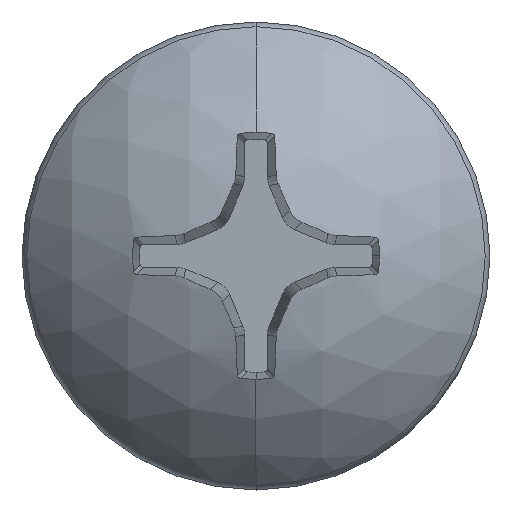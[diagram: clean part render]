
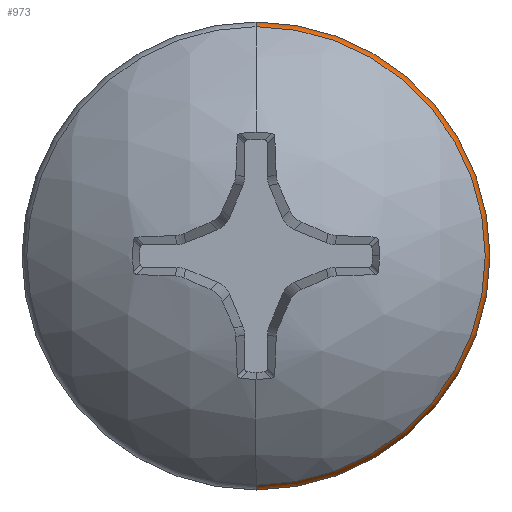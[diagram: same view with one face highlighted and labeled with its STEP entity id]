
A CAD part, top view. The second image highlights one B-rep face of the part: STEP entity #973.
In plain terms, the highlighted toroidal (fillet/blend) face has major radius 2.503 mm and minor radius 0.278 mm.
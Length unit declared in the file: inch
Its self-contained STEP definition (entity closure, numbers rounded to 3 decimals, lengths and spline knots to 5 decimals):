
#48 = DIRECTION ( 'NONE',  ( 0., 1., 0. ) ) ;
#120 = CIRCLE ( 'NONE', #4762, 0.10729 ) ;
#297 = AXIS2_PLACEMENT_3D ( 'NONE', #2558, #3515, #5979 ) ;
#502 = VERTEX_POINT ( 'NONE', #775 ) ;
#527 = CARTESIAN_POINT ( 'NONE',  ( 0., 0., 0.2366 ) ) ;
#775 = CARTESIAN_POINT ( 'NONE',  ( 0., 0.1095, 0.23 ) ) ;
#819 = VERTEX_POINT ( 'NONE', #3086 ) ;
#830 = CARTESIAN_POINT ( 'NONE',  ( 0., -0.10729, 0.2366 ) ) ;
#973 = ADVANCED_FACE ( 'NONE', ( #5678 ), #5442, .T. ) ;
#977 = CIRCLE ( 'NONE', #6175, 0.1095 ) ;
#1047 = DIRECTION ( 'NONE',  ( 0., 0., 1. ) ) ;
#1079 = CARTESIAN_POINT ( 'NONE',  ( 0., 0.09855, 0.23 ) ) ;
#1684 = ORIENTED_EDGE ( 'NONE', *, *, #2696, .T. ) ;
#1843 = ORIENTED_EDGE ( 'NONE', *, *, #2350, .F. ) ;
#2031 = DIRECTION ( 'NONE',  ( 1., 0., 0. ) ) ;
#2350 = EDGE_CURVE ( 'NONE', #5576, #819, #120, .T. ) ;
#2558 = CARTESIAN_POINT ( 'NONE',  ( 0., 0., 0.23 ) ) ;
#2696 = EDGE_CURVE ( 'NONE', #3765, #502, #977, .T. ) ;
#2731 = CARTESIAN_POINT ( 'NONE',  ( 0., -0.1095, 0.23 ) ) ;
#2799 = DIRECTION ( 'NONE',  ( -1., 0., 0. ) ) ;
#2817 = CARTESIAN_POINT ( 'NONE',  ( 0., 0., 0.23 ) ) ;
#3046 = CIRCLE ( 'NONE', #3853, 0.01095 ) ;
#3063 = ORIENTED_EDGE ( 'NONE', *, *, #6212, .T. ) ;
#3086 = CARTESIAN_POINT ( 'NONE',  ( 0., 0.10729, 0.2366 ) ) ;
#3515 = DIRECTION ( 'NONE',  ( 0., 0., 1. ) ) ;
#3701 = AXIS2_PLACEMENT_3D ( 'NONE', #1079, #2031, #48 ) ;
#3765 = VERTEX_POINT ( 'NONE', #2731 ) ;
#3827 = DIRECTION ( 'NONE',  ( 0., 0., 1. ) ) ;
#3853 = AXIS2_PLACEMENT_3D ( 'NONE', #5781, #2799, #4809 ) ;
#4011 = ORIENTED_EDGE ( 'NONE', *, *, #5289, .F. ) ;
#4762 = AXIS2_PLACEMENT_3D ( 'NONE', #527, #1047, #4967 ) ;
#4809 = DIRECTION ( 'NONE',  ( 0., 0., 1. ) ) ;
#4967 = DIRECTION ( 'NONE',  ( 0., -1., 0. ) ) ;
#5289 = EDGE_CURVE ( 'NONE', #3765, #5576, #3046, .T. ) ;
#5402 = CIRCLE ( 'NONE', #3701, 0.01095 ) ;
#5442 = TOROIDAL_SURFACE ( 'NONE', #297, 0.09855, 0.01095 ) ;
#5450 = EDGE_LOOP ( 'NONE', ( #1684, #3063, #1843, #4011 ) ) ;
#5576 = VERTEX_POINT ( 'NONE', #830 ) ;
#5678 = FACE_OUTER_BOUND ( 'NONE', #5450, .T. ) ;
#5760 = DIRECTION ( 'NONE',  ( 0., -1., 0. ) ) ;
#5781 = CARTESIAN_POINT ( 'NONE',  ( 0., -0.09855, 0.23 ) ) ;
#5979 = DIRECTION ( 'NONE',  ( 0., -1., 0. ) ) ;
#6175 = AXIS2_PLACEMENT_3D ( 'NONE', #2817, #3827, #5760 ) ;
#6212 = EDGE_CURVE ( 'NONE', #502, #819, #5402, .T. ) ;
